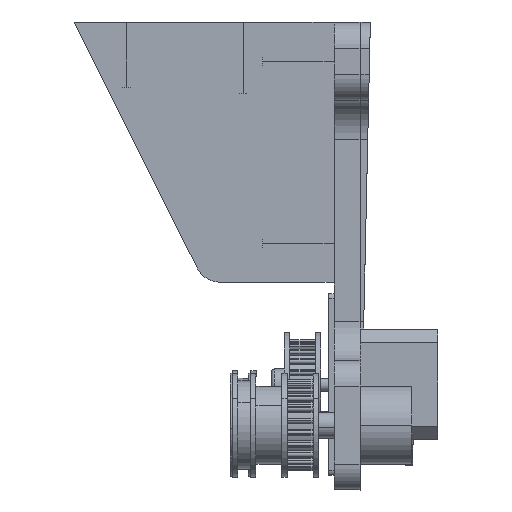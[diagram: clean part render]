
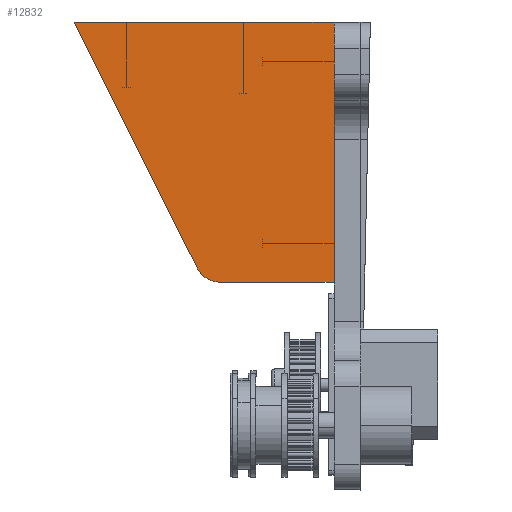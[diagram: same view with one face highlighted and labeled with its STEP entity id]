
A CAD part, left-side view. The second image highlights one B-rep face of the part: STEP entity #12832.
In plain terms, the highlighted face is planar.
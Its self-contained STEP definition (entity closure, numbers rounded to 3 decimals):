
#758 = PLANE ( 'NONE',  #15064 ) ;
#1272 = DIRECTION ( 'NONE',  ( 1., 0., 0. ) ) ;
#1599 = EDGE_CURVE ( 'NONE', #17984, #10596, #17670, .T. ) ;
#1673 = LINE ( 'NONE', #14278, #6560 ) ;
#3944 = CARTESIAN_POINT ( 'NONE',  ( 0., 43.82, 12. ) ) ;
#5056 = ORIENTED_EDGE ( 'NONE', *, *, #11231, .T. ) ;
#5087 = DIRECTION ( 'NONE',  ( 0., 0., 1. ) ) ;
#5337 = ORIENTED_EDGE ( 'NONE', *, *, #10038, .T. ) ;
#5998 = EDGE_CURVE ( 'NONE', #10596, #11609, #16729, .T. ) ;
#6560 = VECTOR ( 'NONE', #17041, 1000. ) ;
#6597 = DIRECTION ( 'NONE',  ( 0., -1., 0. ) ) ;
#7516 = EDGE_LOOP ( 'NONE', ( #15682, #5337, #8554, #17789, #5056 ) ) ;
#8060 = CARTESIAN_POINT ( 'NONE',  ( 10., 43.82, 12. ) ) ;
#8554 = ORIENTED_EDGE ( 'NONE', *, *, #1599, .T. ) ;
#8654 = DIRECTION ( 'NONE',  ( 0., 0., 1. ) ) ;
#8887 = CARTESIAN_POINT ( 'NONE',  ( 100., 100., 12. ) ) ;
#9004 = DIRECTION ( 'NONE',  ( 1., 0., 0. ) ) ;
#9123 = AXIS2_PLACEMENT_3D ( 'NONE', #8060, #5087, #12415 ) ;
#10038 = EDGE_CURVE ( 'NONE', #17322, #17984, #15042, .T. ) ;
#10596 = VERTEX_POINT ( 'NONE', #13787 ) ;
#10668 = CARTESIAN_POINT ( 'NONE',  ( 5.528, 52.764, 12. ) ) ;
#11071 = LINE ( 'NONE', #16712, #15966 ) ;
#11163 = DIRECTION ( 'NONE',  ( 0., 1., 0. ) ) ;
#11231 = EDGE_CURVE ( 'NONE', #11609, #11892, #11071, .T. ) ;
#11609 = VERTEX_POINT ( 'NONE', #18139 ) ;
#11892 = VERTEX_POINT ( 'NONE', #8887 ) ;
#12415 = DIRECTION ( 'NONE',  ( 1., 0., 0. ) ) ;
#12832 = ADVANCED_FACE ( 'NONE', ( #14320 ), #758, .T. ) ;
#13191 = EDGE_CURVE ( 'NONE', #11892, #17322, #1673, .T. ) ;
#13276 = CARTESIAN_POINT ( 'NONE',  ( 0., 0., 12. ) ) ;
#13787 = CARTESIAN_POINT ( 'NONE',  ( 0., 0., 12. ) ) ;
#13988 = VECTOR ( 'NONE', #6597, 1000. ) ;
#14278 = CARTESIAN_POINT ( 'NONE',  ( 0., 50., 12. ) ) ;
#14320 = FACE_OUTER_BOUND ( 'NONE', #7516, .T. ) ;
#15034 = CARTESIAN_POINT ( 'NONE',  ( 0., 0., 12. ) ) ;
#15042 = CIRCLE ( 'NONE', #9123, 10. ) ;
#15064 = AXIS2_PLACEMENT_3D ( 'NONE', #13276, #8654, #9004 ) ;
#15257 = CARTESIAN_POINT ( 'NONE',  ( 0., 0., 12. ) ) ;
#15682 = ORIENTED_EDGE ( 'NONE', *, *, #13191, .T. ) ;
#15966 = VECTOR ( 'NONE', #11163, 1000. ) ;
#16712 = CARTESIAN_POINT ( 'NONE',  ( 100., 0., 12. ) ) ;
#16729 = LINE ( 'NONE', #15257, #17361 ) ;
#17041 = DIRECTION ( 'NONE',  ( -0.894, -0.447, 0. ) ) ;
#17322 = VERTEX_POINT ( 'NONE', #10668 ) ;
#17361 = VECTOR ( 'NONE', #1272, 1000. ) ;
#17670 = LINE ( 'NONE', #15034, #13988 ) ;
#17789 = ORIENTED_EDGE ( 'NONE', *, *, #5998, .T. ) ;
#17984 = VERTEX_POINT ( 'NONE', #3944 ) ;
#18139 = CARTESIAN_POINT ( 'NONE',  ( 100., 0., 12. ) ) ;
